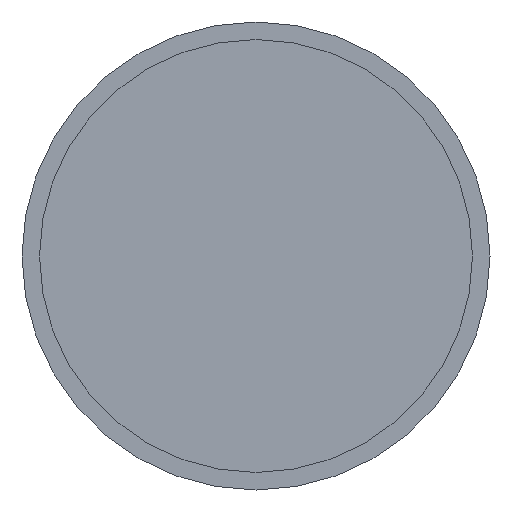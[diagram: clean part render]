
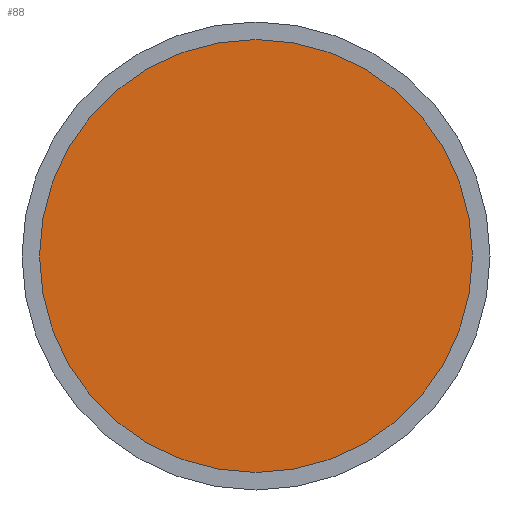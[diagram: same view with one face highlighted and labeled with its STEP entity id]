
A CAD part, front view. The second image highlights one B-rep face of the part: STEP entity #88.
In plain terms, the highlighted planar face has unit normal (0, -1, 0).
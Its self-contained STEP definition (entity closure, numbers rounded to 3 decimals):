
#88 = ADVANCED_FACE( '', ( #184 ), #185, .F. );
#184 = FACE_OUTER_BOUND( '', #305, .T. );
#185 = PLANE( '', #306 );
#305 = EDGE_LOOP( '', ( #453 ) );
#306 = AXIS2_PLACEMENT_3D( '', #454, #455, #456 );
#453 = ORIENTED_EDGE( '', *, *, #486, .T. );
#454 = CARTESIAN_POINT( '', ( 46.25, -3., 0. ) );
#455 = DIRECTION( '', ( 0., 1., 0. ) );
#456 = DIRECTION( '', ( 0., 0., 1. ) );
#486 = EDGE_CURVE( '', #561, #561, #562, .T. );
#561 = VERTEX_POINT( '', #653 );
#562 = CIRCLE( '', #654, 46.25 );
#653 = CARTESIAN_POINT( '', ( 0., -3., -46.25 ) );
#654 = AXIS2_PLACEMENT_3D( '', #728, #729, #730 );
#728 = CARTESIAN_POINT( '', ( 0., -3., 0. ) );
#729 = DIRECTION( '', ( 0., -1., 0. ) );
#730 = DIRECTION( '', ( 0., 0., -1. ) );
